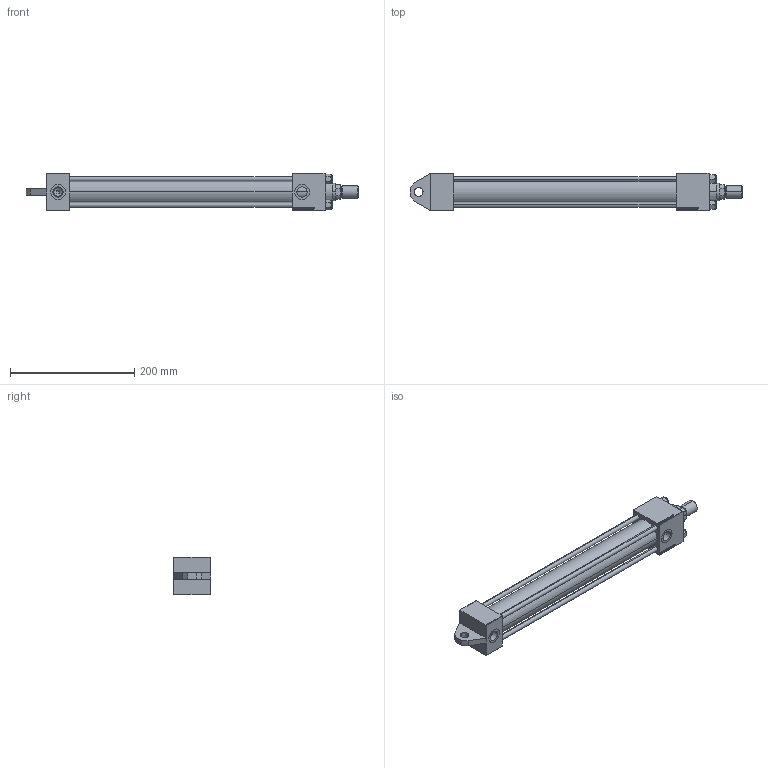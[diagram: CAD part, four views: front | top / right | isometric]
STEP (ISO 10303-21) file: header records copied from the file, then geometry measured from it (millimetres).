
FILE_DESCRIPTION (( 'STEP AP203' ), '1' );
FILE_NAME ('7f33.STEP', '2023-08-22T20:01:08', ( '' ), ( '' ), 'SwSTEP 2.0', 'SolidWorks 2019', '' );
FILE_SCHEMA (( 'CONFIG_CONTROL_DESIGN' ));
Length unit declared in the file: millimetre
Products named in the file (7): NUT_M5_I b9956ddde260e5d030efe882510efefb; V215CR_I_Body b9956ddde260e5d030efe882510efefb; ROD_END_AH b9956ddde260e5d030efe882510efefb; V215_VC_A b9956ddde260e5d030efe882510efefb; V215CR_TYCINKA_I b9956ddde260e5d030efe882510efefb; 7f33; V215CR_VCP_I b9956ddde260e5d030efe882510efefb
Assembly tree (12 placements, depth 2):
  7f33
    V215CR_I_Body b9956ddde260e5d030efe882510efefb
    V215CR_VCP_I b9956ddde260e5d030efe882510efefb
    V215CR_TYCINKA_I b9956ddde260e5d030efe882510efefb  x4
    NUT_M5_I b9956ddde260e5d030efe882510efefb  x4
    V215_VC_A b9956ddde260e5d030efe882510efefb
    ROD_END_AH b9956ddde260e5d030efe882510efefb
Bounding box: 534 x 60 x 60 mm (x, y, z)
Volume: 815211.2 mm3; surface area: 255718.3 mm2
Topology: 12 solids, 12 shells, 1092 faces, 2745 edges, 1779 vertices
Faces by surface type: plane 506, bspline 360, cone 132, cylinder 84, torus 10
Entity records: 46528 total; most frequent: CARTESIAN_POINT 24378, ORIENTED_EDGE 4982, DIRECTION 3185, EDGE_CURVE 2491, VERTEX_POINT 1635, LINE 1525, VECTOR 1525, EDGE_LOOP 1088
